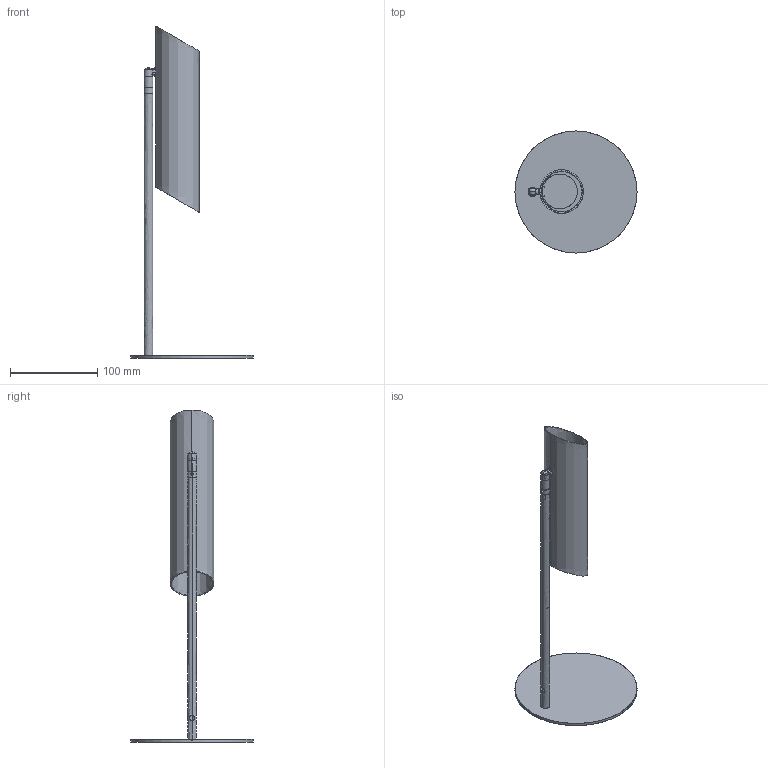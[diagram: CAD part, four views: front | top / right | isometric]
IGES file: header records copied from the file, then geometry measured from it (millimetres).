
Start section: SolidWorks IGES file using analytic representation for surfaces
Global section: file name: FARO LINK Sobremesa.IGS; native system: SolidWorks 2012; preprocessor: SolidWorks 2012; author: ZairaHolgado; date: 140403.161855; units: millimetre
Bounding box: 140 x 140 x 380.94 mm (x, y, z)
Surface area: 110822.2 mm2 (no closed solid volume)
Topology: 0 solids, 0 shells, 109 faces, 2587 edges, 2587 vertices
Faces by surface type: revolution 62, bspline 47
